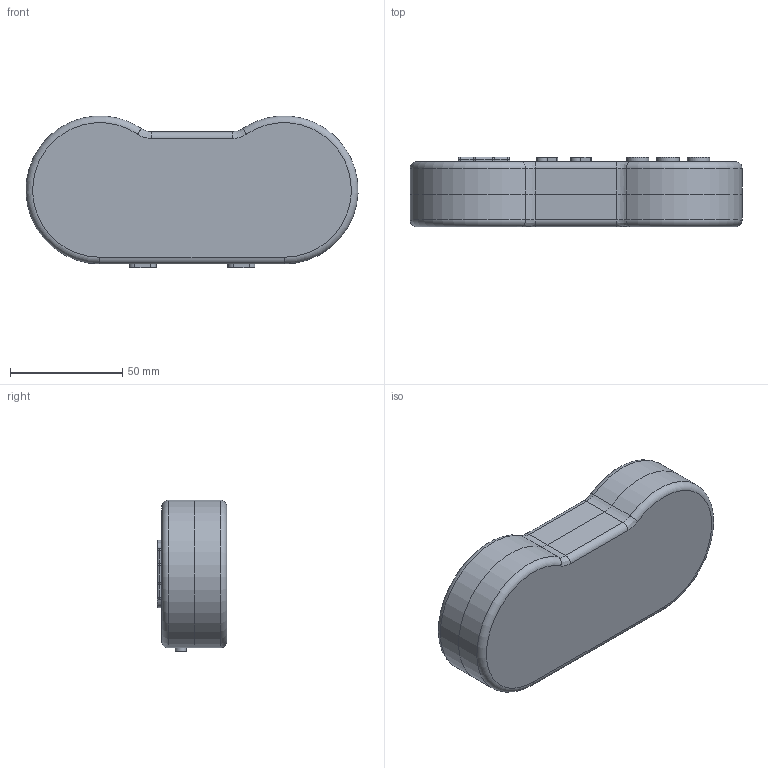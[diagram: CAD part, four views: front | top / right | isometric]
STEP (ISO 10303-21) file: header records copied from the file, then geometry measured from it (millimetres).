
FILE_DESCRIPTION(/* description */ (''),/* implementation_level */ '2;1');
FILE_NAME(/* name */ '3D printed.step',/* time_stamp */ '2018-10-01T18:52:05-03:00',/* author */ ('renan.ogomes'),/* organization */ (''),/* preprocessor_version */ 'ST-DEVELOPER v17.2',/* originating_system */ 'Autodesk Translation Framework v7.6.0.251',/* authorisation */ '');
FILE_SCHEMA (('AUTOMOTIVE_DESIGN { 1 0 10303 214 3 1 1 }'));
Length unit declared in the file: millimetre
Products named in the file (5): Snes Controller (plane); RaspberryPiZeroW; Header Male; PCB with buttons; Buttons
Assembly tree (4 placements, depth 2):
  Snes Controller (plane)
    RaspberryPiZeroW
    Header Male
    PCB with buttons
    Buttons
Bounding box: 147.88 x 31 x 67.53 mm (x, y, z)
Volume: 77771 mm3; surface area: 80662.6 mm2
Topology: 96 solids, 96 shells, 1531 faces, 3817 edges, 2546 vertices
Faces by surface type: plane 1181, cylinder 300, bspline 30, sphere 16, torus 4
Full cylindrical faces by diameter (mm): 1 x84, 1.8 x8, 2.5 x4, 2.65 x4, 3.5 x12, 6 x4, 10 x4, 10.4 x4, 13 x4
Entity records: 46273 total; most frequent: CARTESIAN_POINT 8559, ORIENTED_EDGE 7618, DIRECTION 7519, EDGE_CURVE 3809, LINE 3047, VECTOR 3047, VERTEX_POINT 2546, AXIS2_PLACEMENT_3D 2236
